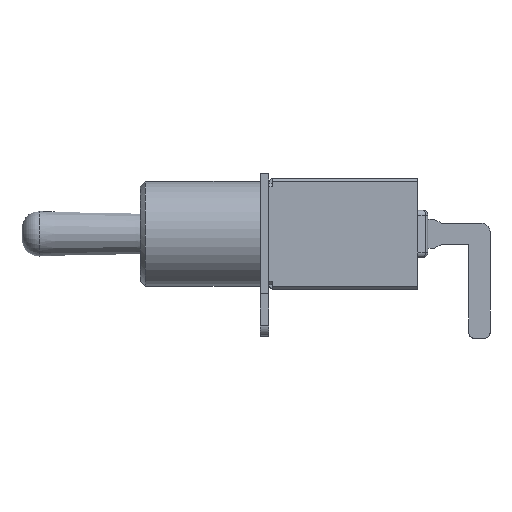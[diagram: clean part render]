
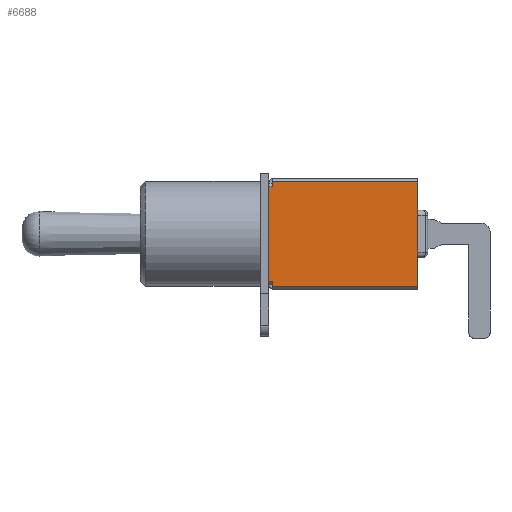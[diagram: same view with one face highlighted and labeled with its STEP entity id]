
A CAD part, left-side view. The second image highlights one B-rep face of the part: STEP entity #6688.
In plain terms, the highlighted planar face has unit normal (-1, 0, 0).
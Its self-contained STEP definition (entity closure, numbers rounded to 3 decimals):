
#391=LINE('',#11553,#966);
#397=LINE('',#11566,#972);
#607=LINE('',#13961,#1182);
#707=LINE('',#14189,#1282);
#717=LINE('',#14209,#1292);
#751=LINE('',#14283,#1326);
#771=LINE('',#14335,#1346);
#772=LINE('',#14337,#1347);
#966=VECTOR('',#10016,1000.);
#972=VECTOR('',#10024,1000.);
#1182=VECTOR('',#10616,1000.);
#1282=VECTOR('',#10844,1000.);
#1292=VECTOR('',#10860,1000.);
#1326=VECTOR('',#10910,1000.);
#1346=VECTOR('',#10948,1000.);
#1347=VECTOR('',#10951,1000.);
#1798=PLANE('',#9774);
#3295=ORIENTED_EDGE('',*,*,#4544,.F.);
#3296=ORIENTED_EDGE('',*,*,#4573,.T.);
#3297=ORIENTED_EDGE('',*,*,#4506,.T.);
#3298=ORIENTED_EDGE('',*,*,#3855,.T.);
#3299=ORIENTED_EDGE('',*,*,#4382,.T.);
#3300=ORIENTED_EDGE('',*,*,#3861,.T.);
#3301=ORIENTED_EDGE('',*,*,#4496,.T.);
#3302=ORIENTED_EDGE('',*,*,#4572,.T.);
#3855=EDGE_CURVE('',#4833,#4832,#391,.T.);
#3861=EDGE_CURVE('',#4835,#4838,#397,.T.);
#4382=EDGE_CURVE('',#4832,#4835,#607,.T.);
#4496=EDGE_CURVE('',#4838,#5264,#707,.T.);
#4506=EDGE_CURVE('',#5272,#4833,#717,.T.);
#4544=EDGE_CURVE('',#5303,#5304,#751,.T.);
#4572=EDGE_CURVE('',#5264,#5304,#771,.T.);
#4573=EDGE_CURVE('',#5303,#5272,#772,.T.);
#4832=VERTEX_POINT('',#11552);
#4833=VERTEX_POINT('',#11554);
#4835=VERTEX_POINT('',#11560);
#4838=VERTEX_POINT('',#11565);
#5264=VERTEX_POINT('',#14188);
#5272=VERTEX_POINT('',#14210);
#5303=VERTEX_POINT('',#14282);
#5304=VERTEX_POINT('',#14284);
#5859=EDGE_LOOP('',(#3295,#3296,#3297,#3298,#3299,#3300,#3301,#3302));
#6297=FACE_BOUND('',#5859,.T.);
#6688=ADVANCED_FACE('',(#6297),#1798,.F.);
#9774=AXIS2_PLACEMENT_3D('',#14349,#10968,#10969);
#10016=DIRECTION('',(0.,0.,1.));
#10024=DIRECTION('',(0.,0.,-1.));
#10616=DIRECTION('',(0.,1.,0.));
#10844=DIRECTION('',(0.,1.,0.));
#10860=DIRECTION('',(0.,1.,0.));
#10910=DIRECTION('',(0.,1.,0.));
#10948=DIRECTION('',(0.,0.,-1.));
#10951=DIRECTION('',(0.,0.,1.));
#10968=DIRECTION('',(1.,0.,0.));
#10969=DIRECTION('',(0.,0.,-1.));
#11552=CARTESIAN_POINT('',(-6.35,-2.8,4.5));
#11553=CARTESIAN_POINT('',(-6.35,-2.8,4.5));
#11554=CARTESIAN_POINT('',(-6.35,-2.8,4.3));
#11560=CARTESIAN_POINT('',(-6.35,2.8,4.5));
#11565=CARTESIAN_POINT('',(-6.35,2.8,4.3));
#11566=CARTESIAN_POINT('',(-6.35,2.8,4.5));
#13961=CARTESIAN_POINT('',(-6.35,-3.,4.5));
#14188=CARTESIAN_POINT('',(-6.35,3.1,4.3));
#14189=CARTESIAN_POINT('',(-6.35,-3.3,4.3));
#14209=CARTESIAN_POINT('',(-6.35,-3.3,4.3));
#14210=CARTESIAN_POINT('',(-6.35,-3.1,4.3));
#14282=CARTESIAN_POINT('',(-6.35,-3.1,-4.3));
#14283=CARTESIAN_POINT('',(-6.35,-3.3,-4.3));
#14284=CARTESIAN_POINT('',(-6.35,3.1,-4.3));
#14335=CARTESIAN_POINT('',(-6.35,3.1,4.3));
#14337=CARTESIAN_POINT('',(-6.35,-3.1,4.3));
#14349=CARTESIAN_POINT('',(-6.35,-3.3,4.3));
